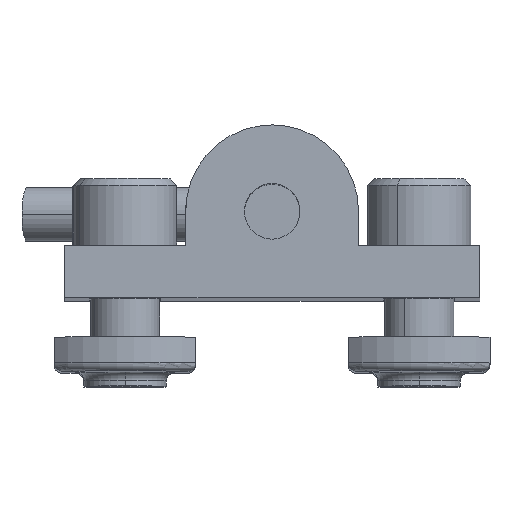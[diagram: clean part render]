
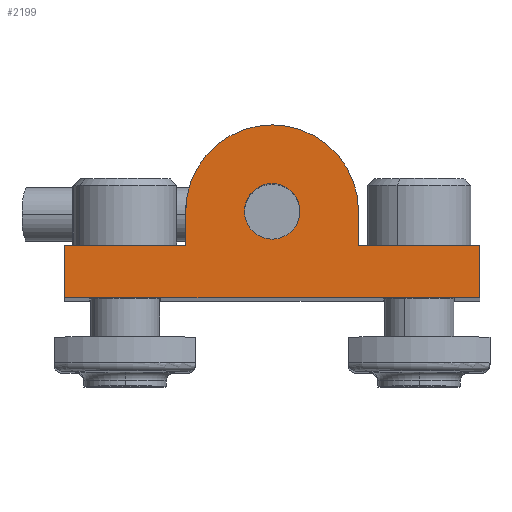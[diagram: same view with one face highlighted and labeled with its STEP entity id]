
A CAD part, top view. The second image highlights one B-rep face of the part: STEP entity #2199.
In plain terms, the highlighted face is planar.
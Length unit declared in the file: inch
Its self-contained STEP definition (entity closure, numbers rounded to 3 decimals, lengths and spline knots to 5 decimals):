
#24 = ORIENTED_EDGE ( 'NONE', *, *, #864, .F. ) ;
#96 = EDGE_CURVE ( 'NONE', #2410, #776, #1619, .T. ) ;
#276 = ORIENTED_EDGE ( 'NONE', *, *, #761, .T. ) ;
#319 = EDGE_CURVE ( 'NONE', #4089, #371, #1000, .T. ) ;
#343 = ORIENTED_EDGE ( 'NONE', *, *, #319, .F. ) ;
#371 = VERTEX_POINT ( 'NONE', #1386 ) ;
#384 = EDGE_CURVE ( 'NONE', #371, #4359, #1488, .T. ) ;
#407 = ORIENTED_EDGE ( 'NONE', *, *, #384, .F. ) ;
#409 = ORIENTED_EDGE ( 'NONE', *, *, #858, .F. ) ;
#761 = EDGE_CURVE ( 'NONE', #776, #2410, #3147, .T. ) ;
#776 = VERTEX_POINT ( 'NONE', #1957 ) ;
#777 = ORIENTED_EDGE ( 'NONE', *, *, #96, .T. ) ;
#796 = VERTEX_POINT ( 'NONE', #949 ) ;
#858 = EDGE_CURVE ( 'NONE', #796, #2890, #1344, .T. ) ;
#864 = EDGE_CURVE ( 'NONE', #4209, #796, #1401, .T. ) ;
#869 = VERTEX_POINT ( 'NONE', #1428 ) ;
#897 = CARTESIAN_POINT ( 'NONE',  ( 0.3125, 0., 0. ) ) ;
#944 = VERTEX_POINT ( 'NONE', #1523 ) ;
#949 = CARTESIAN_POINT ( 'NONE',  ( 0.75, -0.1245, 0. ) ) ;
#950 = CARTESIAN_POINT ( 'NONE',  ( 0.75, -0.3125, 0. ) ) ;
#1000 = CIRCLE ( 'NONE', #1001, 0.3125 ) ;
#1001 = AXIS2_PLACEMENT_3D ( 'NONE', #1002, #1003, #1004 ) ;
#1002 = CARTESIAN_POINT ( 'NONE',  ( 0., 0., 0. ) ) ;
#1003 = DIRECTION ( 'NONE',  ( 0., 0., 1. ) ) ;
#1004 = DIRECTION ( 'NONE',  ( 1., 0., 0. ) ) ;
#1022 = LINE ( 'NONE', #1023, #1024 ) ;
#1023 = CARTESIAN_POINT ( 'NONE',  ( -0.75, -0.3125, 0. ) ) ;
#1024 = VECTOR ( 'NONE', #1025, 39.37008 ) ;
#1025 = DIRECTION ( 'NONE',  ( 1., 0., 0. ) ) ;
#1148 = EDGE_CURVE ( 'NONE', #944, #869, #1614, .T. ) ;
#1344 = LINE ( 'NONE', #1345, #1346 ) ;
#1345 = CARTESIAN_POINT ( 'NONE',  ( 0.75, -0.1245, 0. ) ) ;
#1346 = VECTOR ( 'NONE', #1347, 39.37008 ) ;
#1347 = DIRECTION ( 'NONE',  ( -1., 0., 0. ) ) ;
#1386 = CARTESIAN_POINT ( 'NONE',  ( -0.3125, 0., 0. ) ) ;
#1400 = CARTESIAN_POINT ( 'NONE',  ( -0.3125, -0.1245, 0. ) ) ;
#1401 = LINE ( 'NONE', #1402, #1403 ) ;
#1402 = CARTESIAN_POINT ( 'NONE',  ( 0.75, -0.3125, 0. ) ) ;
#1403 = VECTOR ( 'NONE', #1404, 39.37008 ) ;
#1404 = DIRECTION ( 'NONE',  ( 0., 1., 0. ) ) ;
#1428 = CARTESIAN_POINT ( 'NONE',  ( -0.75, -0.3125, 0. ) ) ;
#1475 = ORIENTED_EDGE ( 'NONE', *, *, #4300, .F. ) ;
#1488 = LINE ( 'NONE', #1489, #1490 ) ;
#1489 = CARTESIAN_POINT ( 'NONE',  ( -0.3125, 0., 0. ) ) ;
#1490 = VECTOR ( 'NONE', #1491, 39.37008 ) ;
#1491 = DIRECTION ( 'NONE',  ( 0., -1., 0. ) ) ;
#1496 = ORIENTED_EDGE ( 'NONE', *, *, #1148, .F. ) ;
#1523 = CARTESIAN_POINT ( 'NONE',  ( -0.75, -0.1245, 0. ) ) ;
#1546 = LINE ( 'NONE', #1547, #1548 ) ;
#1547 = CARTESIAN_POINT ( 'NONE',  ( -0.3125, -0.1245, 0. ) ) ;
#1548 = VECTOR ( 'NONE', #1549, 39.37008 ) ;
#1549 = DIRECTION ( 'NONE',  ( -1., 0., 0. ) ) ;
#1614 = LINE ( 'NONE', #1615, #1616 ) ;
#1615 = CARTESIAN_POINT ( 'NONE',  ( -0.75, -0.1245, 0. ) ) ;
#1616 = VECTOR ( 'NONE', #1617, 39.37008 ) ;
#1617 = DIRECTION ( 'NONE',  ( 0., -1., 0. ) ) ;
#1619 = CIRCLE ( 'NONE', #1620, 0.1005 ) ;
#1620 = AXIS2_PLACEMENT_3D ( 'NONE', #1621, #1622, #1623 ) ;
#1621 = CARTESIAN_POINT ( 'NONE',  ( 0., 0., 0. ) ) ;
#1622 = DIRECTION ( 'NONE',  ( 0., 0., 1. ) ) ;
#1623 = DIRECTION ( 'NONE',  ( 1., 0., 0. ) ) ;
#1957 = CARTESIAN_POINT ( 'NONE',  ( 0.1005, 0., 0. ) ) ;
#1976 = EDGE_LOOP ( 'NONE', ( #1496, #4407, #407, #343, #3452, #409, #24, #1475 ) ) ;
#2196 = FACE_OUTER_BOUND ( 'NONE', #1976, .T. ) ;
#2197 = FACE_BOUND ( 'NONE', #4276, .T. ) ;
#2198 = PLANE ( 'NONE',  #2200 ) ;
#2199 = ADVANCED_FACE ( 'NONE', ( #2196, #2197 ), #2198, .F. ) ;
#2200 = AXIS2_PLACEMENT_3D ( 'NONE', #2201, #2202, #2203 ) ;
#2201 = CARTESIAN_POINT ( 'NONE',  ( 0., 0., 0. ) ) ;
#2202 = DIRECTION ( 'NONE',  ( 0., 0., 1. ) ) ;
#2203 = DIRECTION ( 'NONE',  ( 1., 0., 0. ) ) ;
#2340 = CARTESIAN_POINT ( 'NONE',  ( -0.1005, 0., 0. ) ) ;
#2410 = VERTEX_POINT ( 'NONE', #2340 ) ;
#2585 = CARTESIAN_POINT ( 'NONE',  ( 0.3125, -0.1245, 0. ) ) ;
#2668 = LINE ( 'NONE', #2669, #2670 ) ;
#2669 = CARTESIAN_POINT ( 'NONE',  ( 0.3125, -0.1245, 0. ) ) ;
#2670 = VECTOR ( 'NONE', #2671, 39.37008 ) ;
#2671 = DIRECTION ( 'NONE',  ( 0., 1., 0. ) ) ;
#2890 = VERTEX_POINT ( 'NONE', #2585 ) ;
#3102 = EDGE_CURVE ( 'NONE', #2890, #4089, #2668, .T. ) ;
#3147 = CIRCLE ( 'NONE', #3148, 0.1005 ) ;
#3148 = AXIS2_PLACEMENT_3D ( 'NONE', #3149, #3150, #3151 ) ;
#3149 = CARTESIAN_POINT ( 'NONE',  ( 0., 0., 0. ) ) ;
#3150 = DIRECTION ( 'NONE',  ( 0., 0., 1. ) ) ;
#3151 = DIRECTION ( 'NONE',  ( 1., 0., 0. ) ) ;
#3452 = ORIENTED_EDGE ( 'NONE', *, *, #3102, .F. ) ;
#4089 = VERTEX_POINT ( 'NONE', #897 ) ;
#4209 = VERTEX_POINT ( 'NONE', #950 ) ;
#4276 = EDGE_LOOP ( 'NONE', ( #777, #276 ) ) ;
#4300 = EDGE_CURVE ( 'NONE', #869, #4209, #1022, .T. ) ;
#4359 = VERTEX_POINT ( 'NONE', #1400 ) ;
#4379 = EDGE_CURVE ( 'NONE', #4359, #944, #1546, .T. ) ;
#4407 = ORIENTED_EDGE ( 'NONE', *, *, #4379, .F. ) ;
